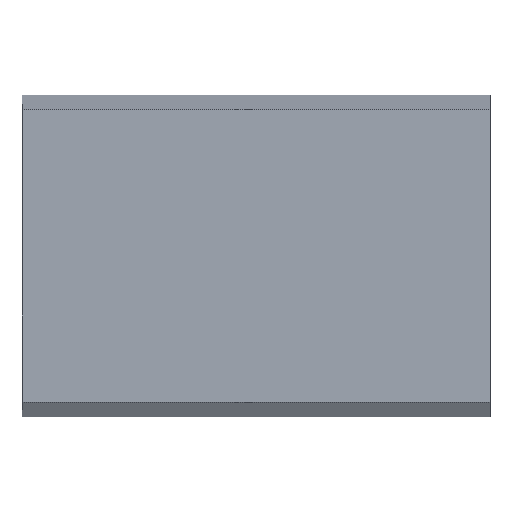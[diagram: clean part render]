
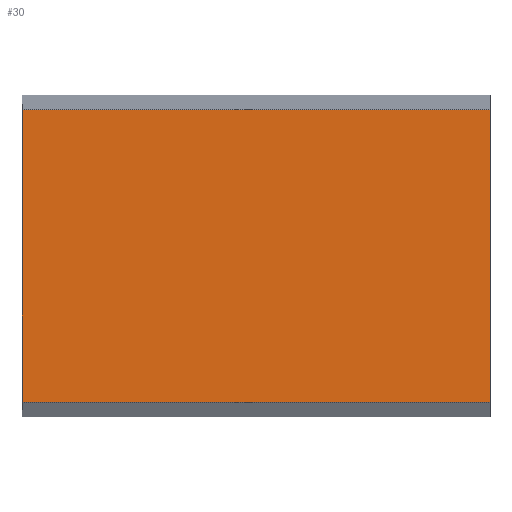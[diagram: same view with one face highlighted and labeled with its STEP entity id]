
A CAD part, top view. The second image highlights one B-rep face of the part: STEP entity #30.
In plain terms, the highlighted planar face has unit normal (0, 0, 1).
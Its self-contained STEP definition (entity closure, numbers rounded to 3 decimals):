
#2 = VECTOR ( 'NONE', #217, 1000. ) ;
#5 = DIRECTION ( 'NONE',  ( 0., 0., -1. ) ) ;
#9 = LINE ( 'NONE', #99, #236 ) ;
#13 = DIRECTION ( 'NONE',  ( -1., 0., 0. ) ) ;
#20 = CARTESIAN_POINT ( 'NONE',  ( 0.8, -0.5, 0.2 ) ) ;
#25 = VECTOR ( 'NONE', #83, 1000. ) ;
#30 = ADVANCED_FACE ( 'NONE', ( #48 ), #137, .F. ) ;
#32 = EDGE_LOOP ( 'NONE', ( #180, #260, #253, #109 ) ) ;
#48 = FACE_OUTER_BOUND ( 'NONE', #32, .T. ) ;
#58 = CARTESIAN_POINT ( 'NONE',  ( 0.8, -0.5, 0.2 ) ) ;
#63 = DIRECTION ( 'NONE',  ( 0., 1., 0. ) ) ;
#67 = CARTESIAN_POINT ( 'NONE',  ( 0.8, 0.5, 0.2 ) ) ;
#71 = EDGE_CURVE ( 'NONE', #221, #215, #9, .T. ) ;
#73 = CARTESIAN_POINT ( 'NONE',  ( -0.8, 0.5, 0.2 ) ) ;
#83 = DIRECTION ( 'NONE',  ( 0., -1., 0. ) ) ;
#99 = CARTESIAN_POINT ( 'NONE',  ( 0.8, 0.5, 0.2 ) ) ;
#109 = ORIENTED_EDGE ( 'NONE', *, *, #71, .T. ) ;
#123 = CARTESIAN_POINT ( 'NONE',  ( -0.8, 0.5, 0.2 ) ) ;
#127 = EDGE_CURVE ( 'NONE', #147, #231, #213, .T. ) ;
#137 = PLANE ( 'NONE',  #143 ) ;
#143 = AXIS2_PLACEMENT_3D ( 'NONE', #184, #5, #63 ) ;
#144 = EDGE_CURVE ( 'NONE', #215, #231, #255, .T. ) ;
#147 = VERTEX_POINT ( 'NONE', #58 ) ;
#149 = VECTOR ( 'NONE', #187, 1000. ) ;
#158 = CARTESIAN_POINT ( 'NONE',  ( -0.8, -0.5, 0.2 ) ) ;
#180 = ORIENTED_EDGE ( 'NONE', *, *, #144, .T. ) ;
#184 = CARTESIAN_POINT ( 'NONE',  ( 0.8, 0.5, 0.2 ) ) ;
#187 = DIRECTION ( 'NONE',  ( 0., -1., 0. ) ) ;
#198 = EDGE_CURVE ( 'NONE', #221, #147, #258, .T. ) ;
#213 = LINE ( 'NONE', #20, #2 ) ;
#215 = VERTEX_POINT ( 'NONE', #73 ) ;
#217 = DIRECTION ( 'NONE',  ( -1., 0., 0. ) ) ;
#221 = VERTEX_POINT ( 'NONE', #67 ) ;
#224 = CARTESIAN_POINT ( 'NONE',  ( 0.8, 0.5, 0.2 ) ) ;
#231 = VERTEX_POINT ( 'NONE', #158 ) ;
#236 = VECTOR ( 'NONE', #13, 1000. ) ;
#253 = ORIENTED_EDGE ( 'NONE', *, *, #198, .F. ) ;
#255 = LINE ( 'NONE', #123, #25 ) ;
#258 = LINE ( 'NONE', #224, #149 ) ;
#260 = ORIENTED_EDGE ( 'NONE', *, *, #127, .F. ) ;
